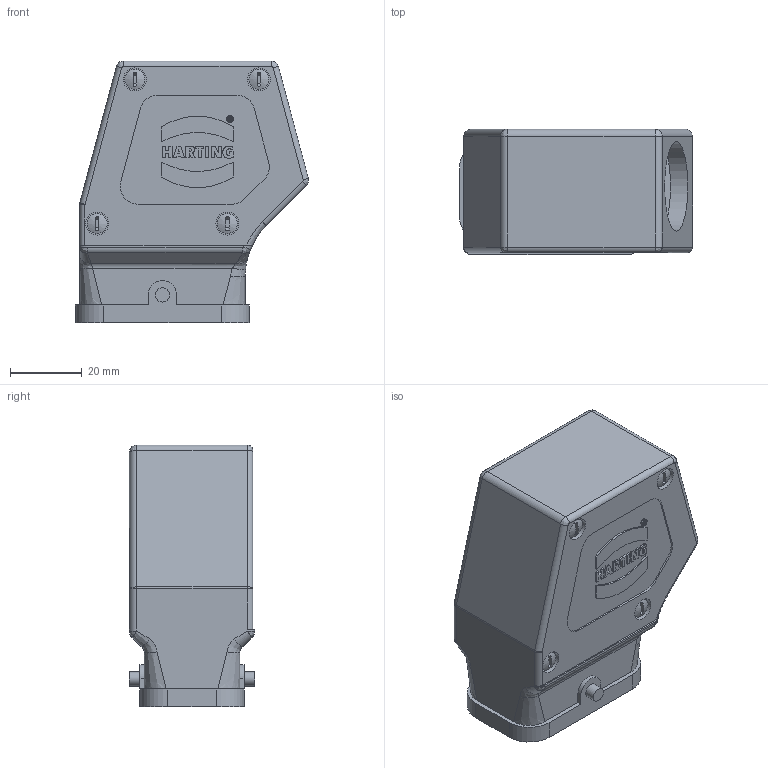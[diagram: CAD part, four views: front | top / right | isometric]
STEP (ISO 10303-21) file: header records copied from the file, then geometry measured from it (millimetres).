
FILE_DESCRIPTION(/* description */ (''),/* implementation_level */ '2;1');
FILE_NAME(/* name */ '100183508ugm000_d.stp',/* time_stamp */ '2019-10-29T08:39:16+01:00',/* author */ (''),/* organization */ (''),/* preprocessor_version */ 'ST-DEVELOPER v16.7',/* originating_system */ 'SIEMENS PLM Software NX 12.0',/* authorisation */ '');
FILE_SCHEMA (('AUTOMOTIVE_DESIGN { 1 0 10303 214 3 1 1 1 }'));
Length unit declared in the file: millimetre
Products named in the file (1): 100183508ugm000_d
Bounding box: 64.98 x 35 x 73 mm (x, y, z)
Volume: 46664.7 mm3; surface area: 27327.2 mm2
Topology: 1 solids, 1 shells, 525 faces, 1437 edges, 944 vertices
Faces by surface type: plane 385, cylinder 91, bspline 37, cone 12
Full cylindrical faces by diameter (mm): 1.507 x1, 1.972 x1, 3.2 x4, 3.95 x2, 5.6 x4, 6.4 x4, 8.5 x1, 10 x1, 25 x1
Entity records: 19438 total; most frequent: CARTESIAN_POINT 4522, ORIENTED_EDGE 2780, DIRECTION 2464, EDGE_CURVE 1390, LINE 1068, VECTOR 1068, VERTEX_POINT 927, AXIS2_PLACEMENT_3D 698
